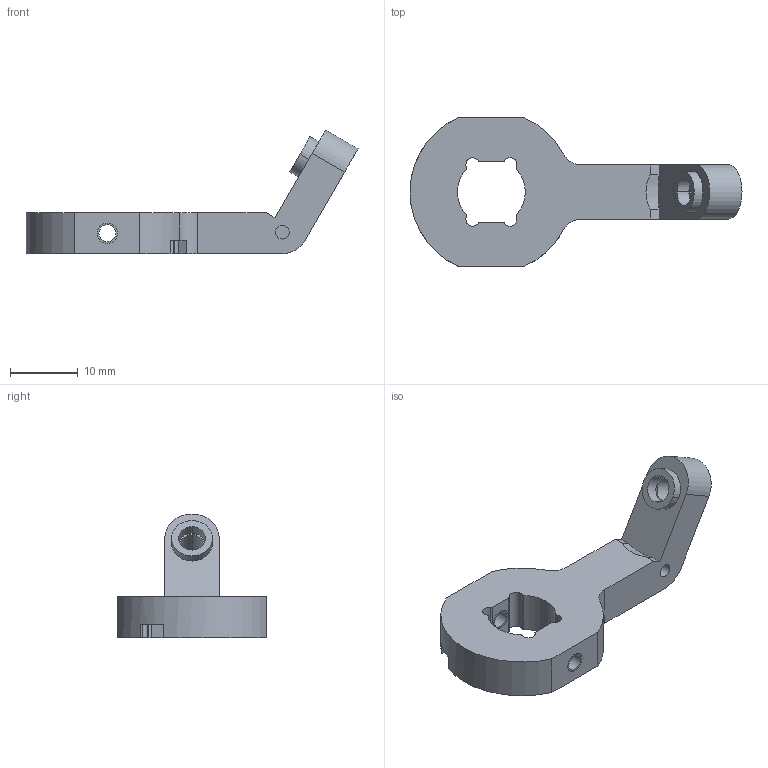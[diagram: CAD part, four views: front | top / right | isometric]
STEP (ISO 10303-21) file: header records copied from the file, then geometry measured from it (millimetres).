
FILE_DESCRIPTION((''),'2;1');
FILE_NAME('IC_021_P_193','2025-03-20T09:25:44',('lprotopapa'),(''),'CREO PARAMETRIC BY PTC INC, 2024094','CREO PARAMETRIC BY PTC INC, 2024094','');
FILE_SCHEMA(('CONFIG_CONTROL_DESIGN'));
Length unit declared in the file: millimetre
Products named in the file (1): IC_021_P_193
Bounding box: 48.97 x 22 x 18.28 mm (x, y, z)
Volume: 3400.5 mm3; surface area: 2653.6 mm2
Topology: 1 solids, 4 shells, 86 faces, 240 edges, 160 vertices
Faces by surface type: cylinder 50, plane 36
Entity records: 2862 total; most frequent: DIRECTION 516, CARTESIAN_POINT 491, ORIENTED_EDGE 468, EDGE_CURVE 240, AXIS2_PLACEMENT_3D 190, VERTEX_POINT 160, VECTOR 136, LINE 136
